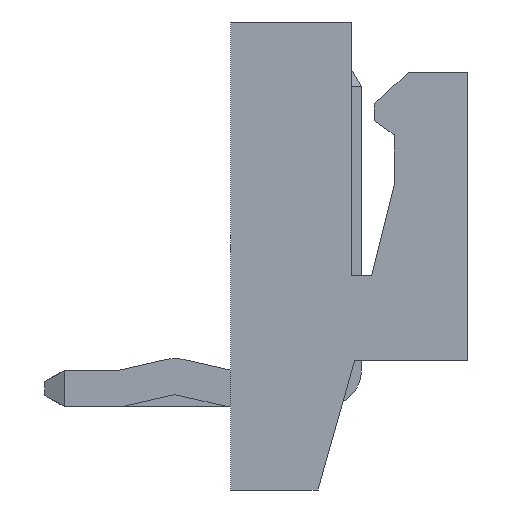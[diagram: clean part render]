
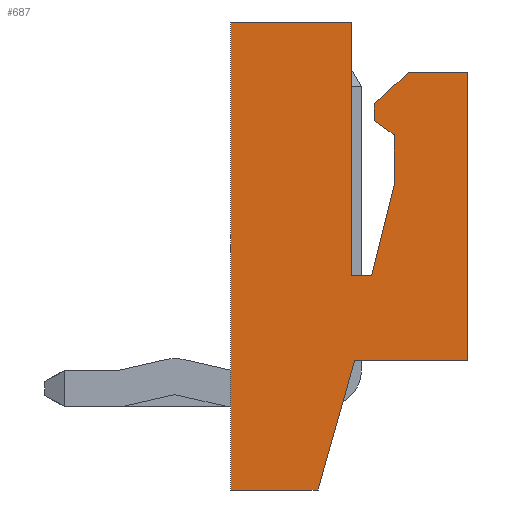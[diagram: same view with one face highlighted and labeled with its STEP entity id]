
A CAD part, left-side view. The second image highlights one B-rep face of the part: STEP entity #687.
In plain terms, the highlighted planar face has unit normal (-1, 0, 0).
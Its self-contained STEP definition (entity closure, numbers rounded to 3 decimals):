
#687 = ADVANCED_FACE( '', ( #1335 ), #1336, .T. );
#1335 = FACE_OUTER_BOUND( '', #1955, .T. );
#1336 = PLANE( '', #1956 );
#1955 = EDGE_LOOP( '', ( #3745, #3746, #3747, #3748, #3749, #3750, #3751, #3752, #3753, #3754, #3755, #3756, #3757, #3758 ) );
#1956 = AXIS2_PLACEMENT_3D( '', #3759, #3760, #3761 );
#3745 = ORIENTED_EDGE( '', *, *, #4464, .F. );
#3746 = ORIENTED_EDGE( '', *, *, #3862, .T. );
#3747 = ORIENTED_EDGE( '', *, *, #4184, .T. );
#3748 = ORIENTED_EDGE( '', *, *, #4543, .T. );
#3749 = ORIENTED_EDGE( '', *, *, #4515, .T. );
#3750 = ORIENTED_EDGE( '', *, *, #4229, .F. );
#3751 = ORIENTED_EDGE( '', *, *, #4411, .T. );
#3752 = ORIENTED_EDGE( '', *, *, #4456, .F. );
#3753 = ORIENTED_EDGE( '', *, *, #4424, .F. );
#3754 = ORIENTED_EDGE( '', *, *, #3976, .F. );
#3755 = ORIENTED_EDGE( '', *, *, #3873, .F. );
#3756 = ORIENTED_EDGE( '', *, *, #4467, .F. );
#3757 = ORIENTED_EDGE( '', *, *, #4208, .F. );
#3758 = ORIENTED_EDGE( '', *, *, #4321, .F. );
#3759 = CARTESIAN_POINT( '', ( -8.75, -1.9, -3. ) );
#3760 = DIRECTION( '', ( -1., 0., 0. ) );
#3761 = DIRECTION( '', ( 0., 0., 1. ) );
#3862 = EDGE_CURVE( '', #4610, #4608, #4611, .T. );
#3873 = EDGE_CURVE( '', #4628, #4630, #4631, .T. );
#3976 = EDGE_CURVE( '', #4630, #4808, #4809, .T. );
#4184 = EDGE_CURVE( '', #4608, #5146, #5147, .T. );
#4208 = EDGE_CURVE( '', #5180, #5182, #5183, .T. );
#4229 = EDGE_CURVE( '', #5210, #5212, #5213, .T. );
#4321 = EDGE_CURVE( '', #5347, #5180, #5349, .T. );
#4411 = EDGE_CURVE( '', #5210, #5469, #5471, .T. );
#4424 = EDGE_CURVE( '', #4808, #5486, #5487, .T. );
#4456 = EDGE_CURVE( '', #5486, #5469, #5523, .T. );
#4464 = EDGE_CURVE( '', #4610, #5347, #5532, .T. );
#4467 = EDGE_CURVE( '', #5182, #4628, #5535, .T. );
#4515 = EDGE_CURVE( '', #5591, #5212, #5592, .T. );
#4543 = EDGE_CURVE( '', #5146, #5591, #5622, .T. );
#4608 = VERTEX_POINT( '', #5704 );
#4610 = VERTEX_POINT( '', #5707 );
#4611 = LINE( '', #5708, #5709 );
#4628 = VERTEX_POINT( '', #5733 );
#4630 = VERTEX_POINT( '', #5736 );
#4631 = LINE( '', #5737, #5738 );
#4808 = VERTEX_POINT( '', #5991 );
#4809 = LINE( '', #5992, #5993 );
#5146 = VERTEX_POINT( '', #6485 );
#5147 = LINE( '', #6486, #6487 );
#5180 = VERTEX_POINT( '', #6535 );
#5182 = VERTEX_POINT( '', #6538 );
#5183 = LINE( '', #6539, #6540 );
#5210 = VERTEX_POINT( '', #6581 );
#5212 = VERTEX_POINT( '', #6584 );
#5213 = LINE( '', #6585, #6586 );
#5347 = VERTEX_POINT( '', #6794 );
#5349 = LINE( '', #6797, #6798 );
#5469 = VERTEX_POINT( '', #6983 );
#5471 = LINE( '', #6986, #6987 );
#5486 = VERTEX_POINT( '', #7008 );
#5487 = LINE( '', #7009, #7010 );
#5523 = LINE( '', #7065, #7066 );
#5532 = LINE( '', #7078, #7079 );
#5535 = LINE( '', #7083, #7084 );
#5591 = VERTEX_POINT( '', #7166 );
#5592 = LINE( '', #7167, #7168 );
#5622 = LINE( '', #7207, #7208 );
#5704 = CARTESIAN_POINT( '', ( -8.75, 2.3, 3. ) );
#5707 = CARTESIAN_POINT( '', ( -8.75, 0.15, 3. ) );
#5708 = CARTESIAN_POINT( '', ( -8.75, -1.9, 3. ) );
#5709 = VECTOR( '', #7263, 1000. );
#5733 = CARTESIAN_POINT( '', ( -8.75, -0.6, 1. ) );
#5736 = CARTESIAN_POINT( '', ( -8.75, -0.25, 1.25 ) );
#5737 = CARTESIAN_POINT( '', ( -8.75, -0.25, 1.25 ) );
#5738 = VECTOR( '', #7272, 1000. );
#5991 = CARTESIAN_POINT( '', ( -8.75, -0.25, 1.55 ) );
#5992 = CARTESIAN_POINT( '', ( -8.75, -0.25, 1.55 ) );
#5993 = VECTOR( '', #7376, 1000. );
#6485 = CARTESIAN_POINT( '', ( -8.75, 2.3, -5.3 ) );
#6486 = CARTESIAN_POINT( '', ( -8.75, 2.3, 3. ) );
#6487 = VECTOR( '', #7550, 1000. );
#6535 = CARTESIAN_POINT( '', ( -8.75, -0.2, -1.5 ) );
#6538 = CARTESIAN_POINT( '', ( -8.75, -0.6, 0.1 ) );
#6539 = CARTESIAN_POINT( '', ( -8.75, -0.2, -1.5 ) );
#6540 = VECTOR( '', #7570, 1000. );
#6581 = CARTESIAN_POINT( '', ( -8.75, -1.9, -3. ) );
#6584 = CARTESIAN_POINT( '', ( -8.75, 0.1, -3. ) );
#6585 = CARTESIAN_POINT( '', ( -8.75, -1.9, -3. ) );
#6586 = VECTOR( '', #7586, 1000. );
#6794 = CARTESIAN_POINT( '', ( -8.75, 0.15, -1.5 ) );
#6797 = CARTESIAN_POINT( '', ( -8.75, 0.15, -1.5 ) );
#6798 = VECTOR( '', #7662, 1000. );
#6983 = CARTESIAN_POINT( '', ( -8.75, -1.9, 2.1 ) );
#6986 = CARTESIAN_POINT( '', ( -8.75, -1.9, -3. ) );
#6987 = VECTOR( '', #7732, 1000. );
#7008 = CARTESIAN_POINT( '', ( -8.75, -0.85, 2.1 ) );
#7009 = CARTESIAN_POINT( '', ( -8.75, -0.25, 1.55 ) );
#7010 = VECTOR( '', #7742, 1000. );
#7065 = CARTESIAN_POINT( '', ( -8.75, -0.85, 2.1 ) );
#7066 = VECTOR( '', #7768, 1000. );
#7078 = CARTESIAN_POINT( '', ( -8.75, 0.15, -1.5 ) );
#7079 = VECTOR( '', #7772, 1000. );
#7083 = CARTESIAN_POINT( '', ( -8.75, -0.6, 1. ) );
#7084 = VECTOR( '', #7774, 1000. );
#7166 = CARTESIAN_POINT( '', ( -8.75, 0.75, -5.3 ) );
#7167 = CARTESIAN_POINT( '', ( -8.75, 0.75, -5.3 ) );
#7168 = VECTOR( '', #7801, 1000. );
#7207 = CARTESIAN_POINT( '', ( -8.75, 2.3, -5.3 ) );
#7208 = VECTOR( '', #7811, 1000. );
#7263 = DIRECTION( '', ( 0., 1., 0. ) );
#7272 = DIRECTION( '', ( 0., 0.814, 0.581 ) );
#7376 = DIRECTION( '', ( 0., 0., 1. ) );
#7550 = DIRECTION( '', ( 0., 0., -1. ) );
#7570 = DIRECTION( '', ( 0., -0.243, 0.97 ) );
#7586 = DIRECTION( '', ( 0., 1., 0. ) );
#7662 = DIRECTION( '', ( 0., -1., 0. ) );
#7732 = DIRECTION( '', ( 0., 0., 1. ) );
#7742 = DIRECTION( '', ( 0., -0.737, 0.676 ) );
#7768 = DIRECTION( '', ( 0., -1., 0. ) );
#7772 = DIRECTION( '', ( 0., 0., -1. ) );
#7774 = DIRECTION( '', ( 0., 0., 1. ) );
#7801 = DIRECTION( '', ( 0., -0.272, 0.962 ) );
#7811 = DIRECTION( '', ( 0., -1., 0. ) );
